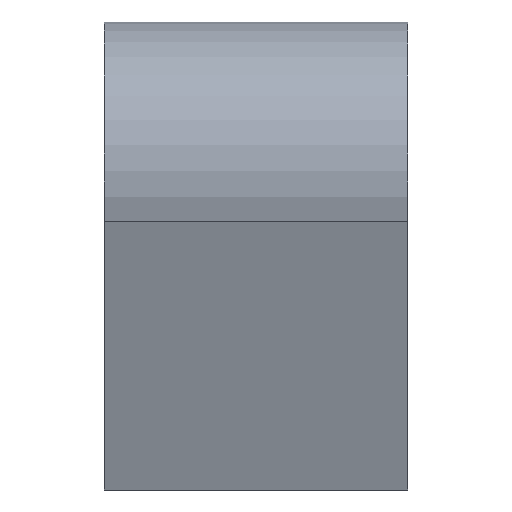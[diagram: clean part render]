
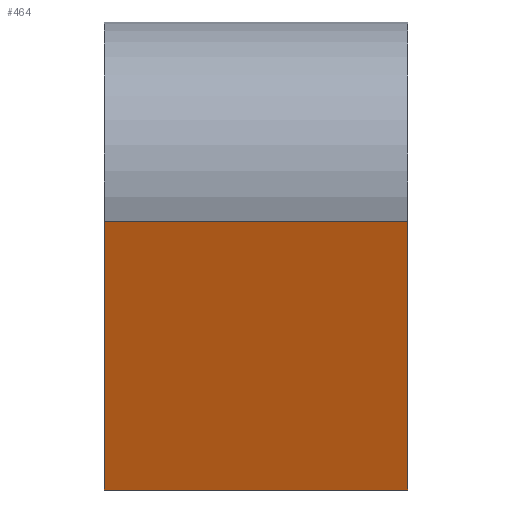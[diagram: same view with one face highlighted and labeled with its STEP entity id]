
A CAD part, left-side view. The second image highlights one B-rep face of the part: STEP entity #464.
In plain terms, the highlighted planar face has unit normal (-0.948, 0, -0.318).
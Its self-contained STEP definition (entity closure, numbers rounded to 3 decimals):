
#1 = CARTESIAN_POINT ( 'NONE',  ( -15., 10., 0. ) ) ;
#47 = EDGE_CURVE ( 'NONE', #413, #510, #493, .T. ) ;
#54 = DIRECTION ( 'NONE',  ( 0.318, 0., -0.948 ) ) ;
#58 = ORIENTED_EDGE ( 'NONE', *, *, #537, .T. ) ;
#66 = DIRECTION ( 'NONE',  ( -0.318, 0., 0.948 ) ) ;
#70 = VECTOR ( 'NONE', #225, 1000. ) ;
#113 = EDGE_CURVE ( 'NONE', #430, #276, #457, .T. ) ;
#133 = ORIENTED_EDGE ( 'NONE', *, *, #47, .F. ) ;
#149 = DIRECTION ( 'NONE',  ( 0.948, 0., 0.318 ) ) ;
#154 = CARTESIAN_POINT ( 'NONE',  ( -18.562, 22., 10.609 ) ) ;
#170 = LINE ( 'NONE', #608, #70 ) ;
#184 = CARTESIAN_POINT ( 'NONE',  ( -18.562, 22., 10.609 ) ) ;
#225 = DIRECTION ( 'NONE',  ( -0.318, 0., 0.948 ) ) ;
#226 = EDGE_LOOP ( 'NONE', ( #58, #133, #322, #256 ) ) ;
#231 = CARTESIAN_POINT ( 'NONE',  ( -18.562, 10., 10.609 ) ) ;
#243 = PLANE ( 'NONE',  #353 ) ;
#256 = ORIENTED_EDGE ( 'NONE', *, *, #113, .T. ) ;
#276 = VERTEX_POINT ( 'NONE', #1 ) ;
#293 = VECTOR ( 'NONE', #597, 1000. ) ;
#313 = CARTESIAN_POINT ( 'NONE',  ( -15., 22., 0. ) ) ;
#322 = ORIENTED_EDGE ( 'NONE', *, *, #397, .F. ) ;
#337 = LINE ( 'NONE', #529, #534 ) ;
#353 = AXIS2_PLACEMENT_3D ( 'NONE', #473, #149, #54 ) ;
#397 = EDGE_CURVE ( 'NONE', #430, #413, #170, .T. ) ;
#413 = VERTEX_POINT ( 'NONE', #184 ) ;
#430 = VERTEX_POINT ( 'NONE', #434 ) ;
#434 = CARTESIAN_POINT ( 'NONE',  ( -15., 22., 0. ) ) ;
#444 = DIRECTION ( 'NONE',  ( 0., -1., 0. ) ) ;
#457 = LINE ( 'NONE', #313, #293 ) ;
#464 = ADVANCED_FACE ( 'NONE', ( #484 ), #243, .F. ) ;
#473 = CARTESIAN_POINT ( 'NONE',  ( -15., 22., 0. ) ) ;
#484 = FACE_OUTER_BOUND ( 'NONE', #226, .T. ) ;
#493 = LINE ( 'NONE', #154, #565 ) ;
#510 = VERTEX_POINT ( 'NONE', #231 ) ;
#529 = CARTESIAN_POINT ( 'NONE',  ( -15., 10., 0. ) ) ;
#534 = VECTOR ( 'NONE', #66, 1000. ) ;
#537 = EDGE_CURVE ( 'NONE', #276, #510, #337, .T. ) ;
#565 = VECTOR ( 'NONE', #444, 1000. ) ;
#597 = DIRECTION ( 'NONE',  ( 0., -1., 0. ) ) ;
#608 = CARTESIAN_POINT ( 'NONE',  ( -15., 22., 0. ) ) ;
